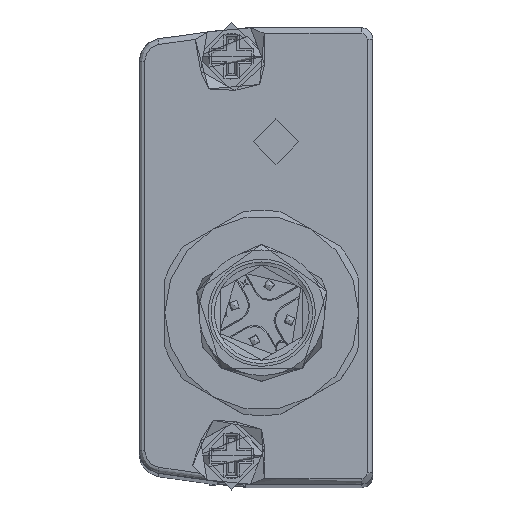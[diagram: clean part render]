
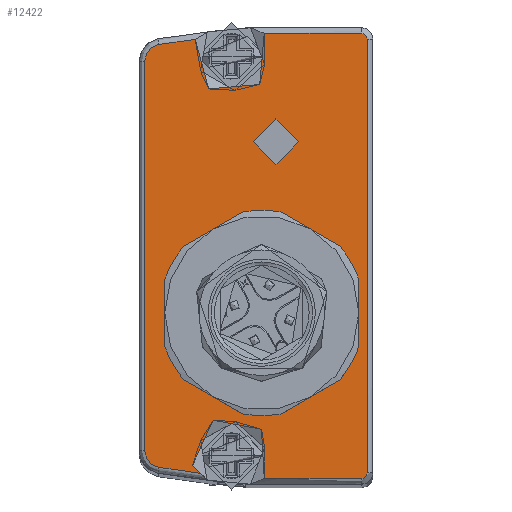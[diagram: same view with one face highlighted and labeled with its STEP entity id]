
A CAD part, top view. The second image highlights one B-rep face of the part: STEP entity #12422.
In plain terms, the highlighted face is planar.
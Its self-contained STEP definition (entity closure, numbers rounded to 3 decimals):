
#217=FACE_BOUND('',#2307,.T.);
#218=FACE_BOUND('',#2308,.T.);
#911=CIRCLE('',#13346,2.);
#913=CIRCLE('',#13349,7.);
#932=CIRCLE('',#13379,0.5);
#933=CIRCLE('',#13380,0.5);
#934=CIRCLE('',#13381,3.5);
#935=CIRCLE('',#13382,1.5);
#936=CIRCLE('',#13383,1.5);
#937=CIRCLE('',#13384,3.5);
#1582=FACE_OUTER_BOUND('',#2306,.T.);
#2306=EDGE_LOOP('',(#9093,#9094,#9095,#9096,#9097,#9098,#9099,#9100,#9101,
#9102,#9103,#9104,#9105,#9106,#9107));
#2307=EDGE_LOOP('',(#9108));
#2308=EDGE_LOOP('',(#9109));
#3267=LINE('',#19079,#4356);
#3268=LINE('',#19081,#4357);
#3292=LINE('',#19208,#4381);
#3293=LINE('',#19212,#4382);
#3294=LINE('',#19217,#4383);
#3295=LINE('',#19221,#4384);
#3296=LINE('',#19225,#4385);
#3297=LINE('',#19227,#4386);
#3298=LINE('',#19230,#4387);
#4356=VECTOR('',#15254,8.528);
#4357=VECTOR('',#15255,8.528);
#4381=VECTOR('',#15317,8.528);
#4382=VECTOR('',#15320,38.);
#4383=VECTOR('',#15325,3.226);
#4384=VECTOR('',#15328,34.103);
#4385=VECTOR('',#15331,3.711);
#4386=VECTOR('',#15332,1.005);
#4387=VECTOR('',#15335,8.528);
#5375=VERTEX_POINT('',#19013);
#5377=VERTEX_POINT('',#19019);
#5387=VERTEX_POINT('',#19046);
#5388=VERTEX_POINT('',#19078);
#5389=VERTEX_POINT('',#19080);
#5422=VERTEX_POINT('',#19206);
#5423=VERTEX_POINT('',#19207);
#5424=VERTEX_POINT('',#19209);
#5425=VERTEX_POINT('',#19211);
#5426=VERTEX_POINT('',#19214);
#5427=VERTEX_POINT('',#19216);
#5428=VERTEX_POINT('',#19218);
#5429=VERTEX_POINT('',#19220);
#5430=VERTEX_POINT('',#19222);
#5431=VERTEX_POINT('',#19224);
#5432=VERTEX_POINT('',#19226);
#5433=VERTEX_POINT('',#19228);
#6729=EDGE_CURVE('',#5375,#5375,#911,.T.);
#6732=EDGE_CURVE('',#5377,#5377,#913,.T.);
#6745=EDGE_CURVE('',#5387,#5388,#3267,.T.);
#6746=EDGE_CURVE('',#5388,#5389,#3268,.T.);
#6785=EDGE_CURVE('',#5422,#5423,#3292,.T.);
#6786=EDGE_CURVE('',#5422,#5424,#932,.T.);
#6787=EDGE_CURVE('',#5425,#5424,#3293,.T.);
#6788=EDGE_CURVE('',#5425,#5389,#933,.T.);
#6789=EDGE_CURVE('',#5387,#5426,#934,.T.);
#6790=EDGE_CURVE('',#5426,#5427,#3294,.T.);
#6791=EDGE_CURVE('',#5427,#5428,#935,.T.);
#6792=EDGE_CURVE('',#5429,#5428,#3295,.T.);
#6793=EDGE_CURVE('',#5429,#5430,#936,.T.);
#6794=EDGE_CURVE('',#5430,#5431,#3296,.T.);
#6795=EDGE_CURVE('',#5431,#5432,#3297,.T.);
#6796=EDGE_CURVE('',#5432,#5433,#937,.T.);
#6797=EDGE_CURVE('',#5423,#5433,#3298,.T.);
#9093=ORIENTED_EDGE('',*,*,#6785,.F.);
#9094=ORIENTED_EDGE('',*,*,#6786,.T.);
#9095=ORIENTED_EDGE('',*,*,#6787,.F.);
#9096=ORIENTED_EDGE('',*,*,#6788,.T.);
#9097=ORIENTED_EDGE('',*,*,#6746,.F.);
#9098=ORIENTED_EDGE('',*,*,#6745,.F.);
#9099=ORIENTED_EDGE('',*,*,#6789,.T.);
#9100=ORIENTED_EDGE('',*,*,#6790,.T.);
#9101=ORIENTED_EDGE('',*,*,#6791,.T.);
#9102=ORIENTED_EDGE('',*,*,#6792,.F.);
#9103=ORIENTED_EDGE('',*,*,#6793,.T.);
#9104=ORIENTED_EDGE('',*,*,#6794,.T.);
#9105=ORIENTED_EDGE('',*,*,#6795,.T.);
#9106=ORIENTED_EDGE('',*,*,#6796,.T.);
#9107=ORIENTED_EDGE('',*,*,#6797,.F.);
#9108=ORIENTED_EDGE('',*,*,#6729,.T.);
#9109=ORIENTED_EDGE('',*,*,#6732,.T.);
#12060=PLANE('',#13378);
#12422=ADVANCED_FACE('',(#1582,#217,#218),#12060,.F.);
#13346=AXIS2_PLACEMENT_3D('',#19014,#15219,#15220);
#13349=AXIS2_PLACEMENT_3D('',#19020,#15226,#15227);
#13378=AXIS2_PLACEMENT_3D('',#19205,#15315,#15316);
#13379=AXIS2_PLACEMENT_3D('',#19210,#15318,#15319);
#13380=AXIS2_PLACEMENT_3D('',#19213,#15321,#15322);
#13381=AXIS2_PLACEMENT_3D('',#19215,#15323,#15324);
#13382=AXIS2_PLACEMENT_3D('',#19219,#15326,#15327);
#13383=AXIS2_PLACEMENT_3D('',#19223,#15329,#15330);
#13384=AXIS2_PLACEMENT_3D('',#19229,#15333,#15334);
#15219=DIRECTION('center_axis',(0.,0.,1.));
#15220=DIRECTION('ref_axis',(1.,0.,0.));
#15226=DIRECTION('center_axis',(0.,0.,1.));
#15227=DIRECTION('ref_axis',(1.,0.,0.));
#15254=DIRECTION('',(1.,0.,0.));
#15255=DIRECTION('',(1.,0.,0.));
#15315=DIRECTION('center_axis',(0.,0.,1.));
#15316=DIRECTION('ref_axis',(1.,0.,0.));
#15317=DIRECTION('',(-1.,0.,0.));
#15318=DIRECTION('center_axis',(0.,0.,
-1.));
#15319=DIRECTION('ref_axis',(0.,1.,0.));
#15320=DIRECTION('',(0.,1.,0.));
#15321=DIRECTION('center_axis',(0.,0.,-1.));
#15322=DIRECTION('ref_axis',(1.,0.,0.));
#15323=DIRECTION('center_axis',(0.,0.,1.));
#15324=DIRECTION('ref_axis',(0.821,-0.571,0.));
#15325=DIRECTION('',(-0.99,0.139,0.));
#15326=DIRECTION('center_axis',(0.,0.,-1.));
#15327=DIRECTION('ref_axis',(-0.179,-0.984,0.));
#15328=DIRECTION('',(0.,-1.,0.));
#15329=DIRECTION('center_axis',(0.,0.,-1.));
#15330=DIRECTION('ref_axis',(-1.,0.,0.));
#15331=DIRECTION('',(0.99,0.139,0.));
#15332=DIRECTION('',(-0.703,-0.711,0.));
#15333=DIRECTION('center_axis',(0.,0.,1.));
#15334=DIRECTION('ref_axis',(-0.972,0.237,0.));
#15335=DIRECTION('',(-1.,0.,0.));
#19013=CARTESIAN_POINT('',(-8.093,8.102,0.));
#19014=CARTESIAN_POINT('Origin',(-6.093,8.102,0.));
#19019=CARTESIAN_POINT('',(-14.334,23.102,0.));
#19020=CARTESIAN_POINT('Origin',(-7.334,23.102,0.));
#19046=CARTESIAN_POINT('',(-7.12,-1.398,0.));
#19078=CARTESIAN_POINT('',(-5.593,-1.398,0.));
#19079=CARTESIAN_POINT('',(-7.12,-1.398,0.));
#19080=CARTESIAN_POINT('',(1.407,-1.398,0.));
#19081=CARTESIAN_POINT('',(-7.12,-1.398,0.));
#19205=CARTESIAN_POINT('Origin',(-7.952,18.102,0.));
#19206=CARTESIAN_POINT('',(1.407,37.602,0.));
#19207=CARTESIAN_POINT('',(-5.593,37.602,0.));
#19208=CARTESIAN_POINT('',(1.407,37.602,0.));
#19209=CARTESIAN_POINT('',(1.907,37.102,0.));
#19210=CARTESIAN_POINT('Origin',(1.407,37.102,0.));
#19211=CARTESIAN_POINT('',(1.907,-0.898,0.));
#19212=CARTESIAN_POINT('',(1.907,-0.898,0.));
#19213=CARTESIAN_POINT('Origin',(1.407,-0.898,0.));
#19214=CARTESIAN_POINT('',(-13.166,-0.873,0.));
#19215=CARTESIAN_POINT('Origin',(-9.993,0.602,0.));
#19216=CARTESIAN_POINT('',(-16.361,-0.425,0.));
#19217=CARTESIAN_POINT('',(-13.166,-0.873,0.));
#19218=CARTESIAN_POINT('',(-17.593,1.051,0.));
#19219=CARTESIAN_POINT('Origin',(-16.093,1.051,0.));
#19220=CARTESIAN_POINT('',(-17.593,35.154,0.));
#19221=CARTESIAN_POINT('',(-17.593,35.154,0.));
#19222=CARTESIAN_POINT('',(-16.361,36.63,0.));
#19223=CARTESIAN_POINT('Origin',(-16.093,35.154,0.));
#19224=CARTESIAN_POINT('',(-12.686,37.145,0.));
#19225=CARTESIAN_POINT('',(-16.361,36.63,0.));
#19226=CARTESIAN_POINT('',(-13.393,36.431,0.));
#19227=CARTESIAN_POINT('',(-12.686,37.145,0.));
#19228=CARTESIAN_POINT('',(-7.12,37.602,0.));
#19229=CARTESIAN_POINT('Origin',(-9.993,35.602,0.));
#19230=CARTESIAN_POINT('',(1.407,37.602,0.));
